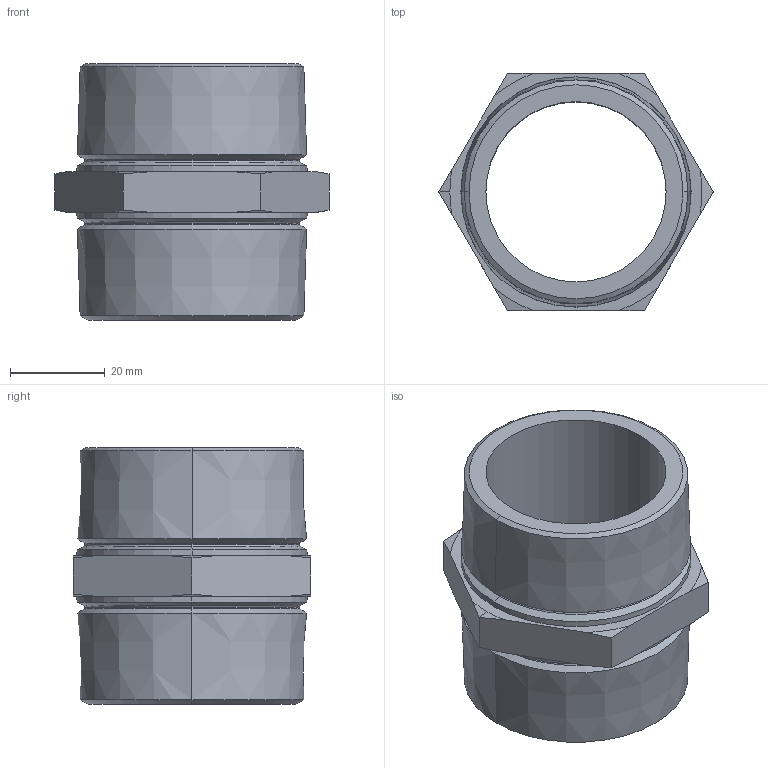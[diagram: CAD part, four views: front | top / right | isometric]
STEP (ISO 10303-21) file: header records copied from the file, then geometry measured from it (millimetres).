
FILE_DESCRIPTION (( 'STEP AP203' ), '1' );
FILE_NAME ('11-0207-08_outokumpu.step', '2015-08-11T09:49:42', ( '' ), ( '' ), 'SwSTEP 2.0', 'SolidWorks 2008', '' );
FILE_SCHEMA (( 'CONFIG_CONTROL_DESIGN' ));
Length unit declared in the file: millimetre
Products named in the file (1): 11-0207-08_outokumpu
Bounding box: 57.73 x 50 x 54 mm (x, y, z)
Volume: 38004.8 mm3; surface area: 16925.2 mm2
Topology: 1 solids, 1 shells, 54 faces, 124 edges, 74 vertices
Faces by surface type: cone 34, plane 10, torus 8, cylinder 2
Entity records: 1623 total; most frequent: CARTESIAN_POINT 325, DIRECTION 268, ORIENTED_EDGE 248, EDGE_CURVE 124, AXIS2_PLACEMENT_3D 113, VERTEX_POINT 74, EDGE_LOOP 58, CIRCLE 58
